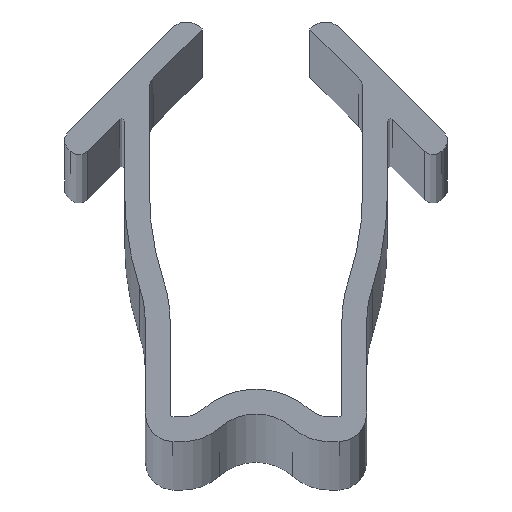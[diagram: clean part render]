
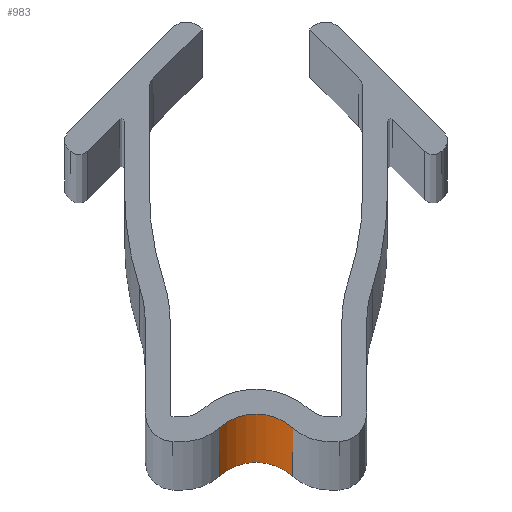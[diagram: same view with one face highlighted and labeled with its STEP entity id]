
A CAD part, top view. The second image highlights one B-rep face of the part: STEP entity #983.
In plain terms, the highlighted cylindrical face has radius 2 mm (diameter 4 mm), a partial arc.
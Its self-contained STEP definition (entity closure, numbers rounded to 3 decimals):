
#34=CIRCLE('',#1063,2.);
#35=CIRCLE('',#1064,2.);
#83=CYLINDRICAL_SURFACE('',#1062,2.);
#156=ORIENTED_EDGE('',*,*,#444,.T.);
#157=ORIENTED_EDGE('',*,*,#443,.F.);
#158=ORIENTED_EDGE('',*,*,#445,.F.);
#159=ORIENTED_EDGE('',*,*,#446,.T.);
#443=EDGE_CURVE('',#581,#580,#679,.T.);
#444=EDGE_CURVE('',#582,#580,#34,.T.);
#445=EDGE_CURVE('',#583,#581,#35,.T.);
#446=EDGE_CURVE('',#583,#582,#680,.T.);
#580=VERTEX_POINT('',#1533);
#581=VERTEX_POINT('',#1535);
#582=VERTEX_POINT('',#1539);
#583=VERTEX_POINT('',#1541);
#679=LINE('',#1536,#773);
#680=LINE('',#1542,#774);
#773=VECTOR('',#1224,1000.);
#774=VECTOR('',#1231,1000.);
#855=EDGE_LOOP('',(#156,#157,#158,#159));
#907=FACE_BOUND('',#855,.T.);
#983=ADVANCED_FACE('',(#907),#83,.F.);
#1062=AXIS2_PLACEMENT_3D('',#1537,#1225,#1226);
#1063=AXIS2_PLACEMENT_3D('',#1538,#1227,#1228);
#1064=AXIS2_PLACEMENT_3D('',#1540,#1229,#1230);
#1224=DIRECTION('',(0.,0.,1.));
#1225=DIRECTION('',(0.,0.,1.));
#1226=DIRECTION('',(1.,0.,0.));
#1227=DIRECTION('',(0.,0.,1.));
#1228=DIRECTION('',(1.,0.,0.));
#1229=DIRECTION('',(0.,0.,1.));
#1230=DIRECTION('',(1.,0.,0.));
#1231=DIRECTION('',(0.,0.,1.));
#1533=CARTESIAN_POINT('',(-1.323,0.5,0.));
#1535=CARTESIAN_POINT('',(-1.323,0.5,-1000.));
#1536=CARTESIAN_POINT('',(-1.323,0.5,-1000.));
#1537=CARTESIAN_POINT('',(0.,-1.,-1000.));
#1538=CARTESIAN_POINT('',(0.,-1.,0.));
#1539=CARTESIAN_POINT('',(1.323,0.5,0.));
#1540=CARTESIAN_POINT('',(0.,-1.,-1000.));
#1541=CARTESIAN_POINT('',(1.323,0.5,-1000.));
#1542=CARTESIAN_POINT('',(1.323,0.5,-1000.));
